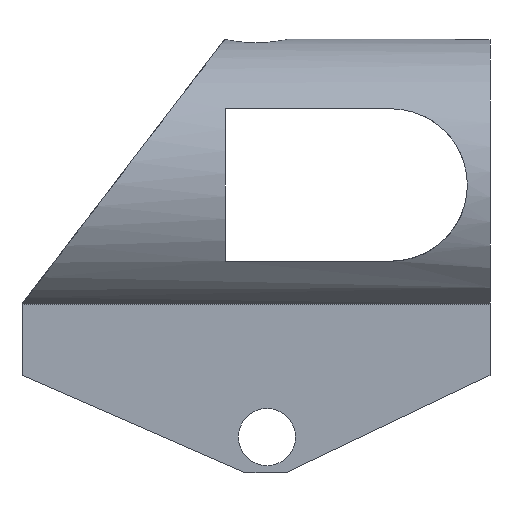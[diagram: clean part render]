
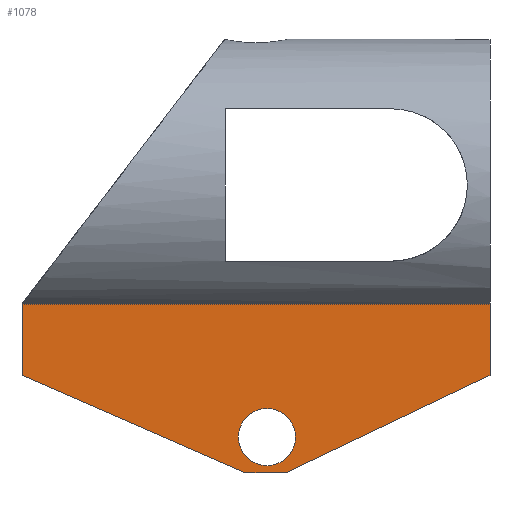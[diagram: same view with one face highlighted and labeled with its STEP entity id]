
A CAD part, left-side view. The second image highlights one B-rep face of the part: STEP entity #1078.
In plain terms, the highlighted planar face has unit normal (-1, 0, 0).
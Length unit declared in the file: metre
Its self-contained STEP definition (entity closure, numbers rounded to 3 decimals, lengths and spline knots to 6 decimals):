
#1 = VECTOR ( 'NONE', #800, 1. ) ;
#5 = DIRECTION ( 'NONE',  ( 0., 0., -1. ) ) ;
#11 = CARTESIAN_POINT ( 'NONE',  ( -0.00665, 0.017577, -0.019865 ) ) ;
#25 = VERTEX_POINT ( 'NONE', #747 ) ;
#32 = FACE_OUTER_BOUND ( 'NONE', #628, .T. ) ;
#36 = VERTEX_POINT ( 'NONE', #840 ) ;
#44 = FACE_BOUND ( 'NONE', #366, .T. ) ;
#50 = CARTESIAN_POINT ( 'NONE',  ( -0.00665, 0., 0.011501 ) ) ;
#97 = CARTESIAN_POINT ( 'NONE',  ( -0.00665, 0., 0.011501 ) ) ;
#100 = CARTESIAN_POINT ( 'NONE',  ( -0.00665, 0.019234, -0.022694 ) ) ;
#110 = DIRECTION ( 'NONE',  ( 0., 0., -1. ) ) ;
#121 = AXIS2_PLACEMENT_3D ( 'NONE', #763, #148, #395 ) ;
#126 = VERTEX_POINT ( 'NONE', #802 ) ;
#148 = DIRECTION ( 'NONE',  ( -1., 0., 0. ) ) ;
#164 = EDGE_CURVE ( 'NONE', #25, #1001, #906, .T. ) ;
#219 = ORIENTED_EDGE ( 'NONE', *, *, #164, .F. ) ;
#226 = EDGE_CURVE ( 'NONE', #1089, #553, #862, .T. ) ;
#243 = CARTESIAN_POINT ( 'NONE',  ( -0.00665, -0.005827, -0.012221 ) ) ;
#286 = ORIENTED_EDGE ( 'NONE', *, *, #603, .F. ) ;
#323 = EDGE_CURVE ( 'NONE', #522, #553, #1119, .T. ) ;
#331 = DIRECTION ( 'NONE',  ( -1., 0., 0. ) ) ;
#346 = DIRECTION ( 'NONE',  ( 0., -0.917, -0.4 ) ) ;
#348 = VECTOR ( 'NONE', #346, 1. ) ;
#357 = LINE ( 'NONE', #807, #512 ) ;
#363 = CARTESIAN_POINT ( 'NONE',  ( -0.00665, 0., -0.015 ) ) ;
#366 = EDGE_LOOP ( 'NONE', ( #219, #413 ) ) ;
#380 = DIRECTION ( 'NONE',  ( 1., 0., 0. ) ) ;
#395 = DIRECTION ( 'NONE',  ( 0., 0., 1. ) ) ;
#407 = CARTESIAN_POINT ( 'NONE',  ( -0.00665, 0., -0.022694 ) ) ;
#413 = ORIENTED_EDGE ( 'NONE', *, *, #717, .F. ) ;
#420 = EDGE_CURVE ( 'NONE', #126, #1099, #786, .T. ) ;
#426 = DIRECTION ( 'NONE',  ( 0., 0., 1. ) ) ;
#434 = VECTOR ( 'NONE', #673, 1. ) ;
#445 = CIRCLE ( 'NONE', #121, 0.00225 ) ;
#461 = ORIENTED_EDGE ( 'NONE', *, *, #420, .F. ) ;
#473 = ORIENTED_EDGE ( 'NONE', *, *, #751, .T. ) ;
#512 = VECTOR ( 'NONE', #813, 1. ) ;
#522 = VERTEX_POINT ( 'NONE', #622 ) ;
#553 = VERTEX_POINT ( 'NONE', #100 ) ;
#559 = AXIS2_PLACEMENT_3D ( 'NONE', #11, #331, #426 ) ;
#594 = ORIENTED_EDGE ( 'NONE', *, *, #323, .T. ) ;
#598 = CARTESIAN_POINT ( 'NONE',  ( -0.00665, 0.011387, -0.026116 ) ) ;
#603 = EDGE_CURVE ( 'NONE', #36, #126, #357, .T. ) ;
#622 = CARTESIAN_POINT ( 'NONE',  ( -0.00665, 0.03688, -0.015 ) ) ;
#628 = EDGE_LOOP ( 'NONE', ( #286, #690, #594, #922, #473, #461 ) ) ;
#651 = CARTESIAN_POINT ( 'NONE',  ( -0.00665, 0.03688, 0.011501 ) ) ;
#673 = DIRECTION ( 'NONE',  ( 0., 1., 0. ) ) ;
#690 = ORIENTED_EDGE ( 'NONE', *, *, #1013, .T. ) ;
#715 = LINE ( 'NONE', #651, #1 ) ;
#717 = EDGE_CURVE ( 'NONE', #1001, #25, #445, .T. ) ;
#728 = CARTESIAN_POINT ( 'NONE',  ( -0.00665, 0.016136, -0.022694 ) ) ;
#747 = CARTESIAN_POINT ( 'NONE',  ( -0.00665, 0.017577, -0.017615 ) ) ;
#751 = EDGE_CURVE ( 'NONE', #1089, #1099, #770, .T. ) ;
#763 = CARTESIAN_POINT ( 'NONE',  ( -0.00665, 0.017577, -0.019865 ) ) ;
#770 = LINE ( 'NONE', #243, #1091 ) ;
#786 = LINE ( 'NONE', #97, #814 ) ;
#800 = DIRECTION ( 'NONE',  ( 0., 0., -1. ) ) ;
#802 = CARTESIAN_POINT ( 'NONE',  ( -0.00665, 0., -0.009383 ) ) ;
#807 = CARTESIAN_POINT ( 'NONE',  ( -0.00665, 0.03688, -0.009383 ) ) ;
#813 = DIRECTION ( 'NONE',  ( 0., -1., 0. ) ) ;
#814 = VECTOR ( 'NONE', #5, 1. ) ;
#817 = PLANE ( 'NONE',  #982 ) ;
#840 = CARTESIAN_POINT ( 'NONE',  ( -0.00665, 0.03688, -0.009383 ) ) ;
#862 = LINE ( 'NONE', #407, #434 ) ;
#880 = CARTESIAN_POINT ( 'NONE',  ( -0.00665, 0.017577, -0.022115 ) ) ;
#906 = CIRCLE ( 'NONE', #559, 0.00225 ) ;
#922 = ORIENTED_EDGE ( 'NONE', *, *, #226, .F. ) ;
#938 = DIRECTION ( 'NONE',  ( 0., -0.903, 0.43 ) ) ;
#982 = AXIS2_PLACEMENT_3D ( 'NONE', #50, #380, #110 ) ;
#1001 = VERTEX_POINT ( 'NONE', #880 ) ;
#1013 = EDGE_CURVE ( 'NONE', #36, #522, #715, .T. ) ;
#1078 = ADVANCED_FACE ( 'NONE', ( #32, #44 ), #817, .F. ) ;
#1089 = VERTEX_POINT ( 'NONE', #728 ) ;
#1091 = VECTOR ( 'NONE', #938, 1. ) ;
#1099 = VERTEX_POINT ( 'NONE', #363 ) ;
#1119 = LINE ( 'NONE', #598, #348 ) ;
